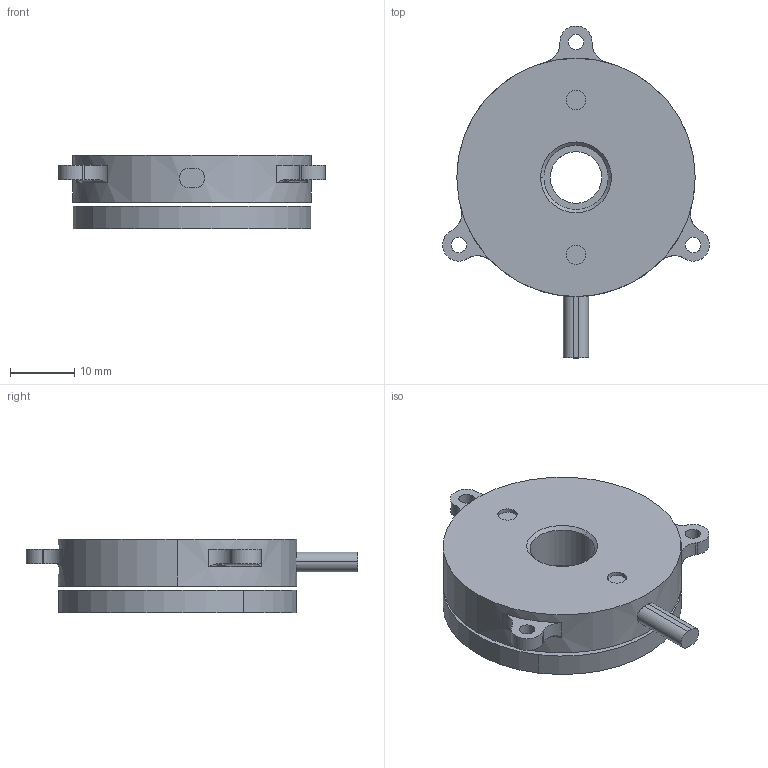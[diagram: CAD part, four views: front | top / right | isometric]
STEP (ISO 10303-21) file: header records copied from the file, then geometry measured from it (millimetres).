
FILE_DESCRIPTION (( 'STEP AP214' ), '1' );
FILE_NAME ('CAC37 ²úÆ·.STEP', '2023-09-27T02:39:38', ( '' ), ( '' ), 'SwSTEP 2.0', 'SolidWorks 2018', '' );
FILE_SCHEMA (( 'AUTOMOTIVE_DESIGN' ));
Length unit declared in the file: millimetre
Products named in the file (1): CAC37 莉こ
Bounding box: 41.37 x 51.53 x 11.35 mm (x, y, z)
Volume: 11013.2 mm3; surface area: 6042.1 mm2
Topology: 3 solids, 11 shells, 1519 faces, 4249 edges, 2832 vertices
Faces by surface type: plane 879, cylinder 609, bspline 26, torus 3, cone 2
Entity records: 67830 total; most frequent: CARTESIAN_POINT 10928, ORIENTED_EDGE 8498, DIRECTION 8400, EDGE_CURVE 4249, LINE 2960, VECTOR 2960, VERTEX_POINT 2832, AXIS2_PLACEMENT_3D 2720
